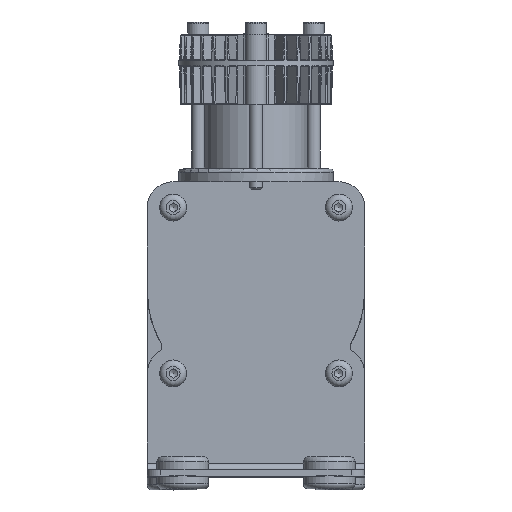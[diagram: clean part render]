
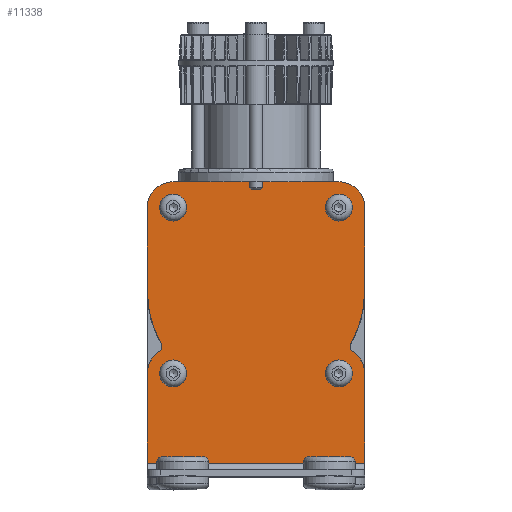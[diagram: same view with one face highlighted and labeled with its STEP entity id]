
A CAD part, top view. The second image highlights one B-rep face of the part: STEP entity #11338.
In plain terms, the highlighted planar face has unit normal (0, 0, 1).
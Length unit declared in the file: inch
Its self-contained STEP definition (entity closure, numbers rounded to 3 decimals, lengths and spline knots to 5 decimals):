
#1164=PLANE('',#12342);
#1359=LINE('',#17732,#1771);
#1367=LINE('',#17777,#1779);
#1379=LINE('',#17829,#1791);
#1380=LINE('',#17831,#1792);
#1381=LINE('',#17833,#1793);
#1382=LINE('',#17834,#1794);
#1771=VECTOR('',#13993,0.3937);
#1779=VECTOR('',#14037,0.3937);
#1791=VECTOR('',#14099,0.3937);
#1792=VECTOR('',#14102,0.3937);
#1793=VECTOR('',#14105,0.3937);
#1794=VECTOR('',#14106,0.3937);
#2185=FACE_BOUND('',#3084,.T.);
#2186=FACE_BOUND('',#3085,.T.);
#2187=FACE_BOUND('',#3086,.T.);
#2188=FACE_BOUND('',#3087,.T.);
#2308=FACE_OUTER_BOUND('',#3083,.T.);
#3083=EDGE_LOOP('',(#7634,#7635,#7636,#7637,#7638,#7639,#7640,#7641,#7642,
#7643,#7644,#7645,#7646,#7647));
#3084=EDGE_LOOP('',(#7648));
#3085=EDGE_LOOP('',(#7649));
#3086=EDGE_LOOP('',(#7650));
#3087=EDGE_LOOP('',(#7651));
#3941=CIRCLE('',#12317,0.075);
#3942=CIRCLE('',#12319,0.075);
#3943=CIRCLE('',#12321,0.075);
#3944=CIRCLE('',#12323,0.075);
#3945=CIRCLE('',#12325,1.055);
#3946=CIRCLE('',#12327,0.0625);
#3947=CIRCLE('',#12329,0.25);
#3948=CIRCLE('',#12331,0.0625);
#3949=CIRCLE('',#12333,1.055);
#3950=CIRCLE('',#12335,0.25);
#3951=CIRCLE('',#12337,0.25);
#3952=CIRCLE('',#12339,0.25);
#4635=VERTEX_POINT('',#17729);
#4636=VERTEX_POINT('',#17731);
#4655=VERTEX_POINT('',#17775);
#4656=VERTEX_POINT('',#17779);
#4657=VERTEX_POINT('',#17782);
#4658=VERTEX_POINT('',#17785);
#4659=VERTEX_POINT('',#17788);
#4660=VERTEX_POINT('',#17791);
#4661=VERTEX_POINT('',#17793);
#4662=VERTEX_POINT('',#17797);
#4663=VERTEX_POINT('',#17801);
#4664=VERTEX_POINT('',#17805);
#4665=VERTEX_POINT('',#17807);
#4666=VERTEX_POINT('',#17811);
#4667=VERTEX_POINT('',#17817);
#4668=VERTEX_POINT('',#17819);
#4669=VERTEX_POINT('',#17823);
#4670=VERTEX_POINT('',#17825);
#5760=EDGE_CURVE('',#4635,#4636,#1359,.T.);
#5783=EDGE_CURVE('',#4655,#4635,#1367,.T.);
#5784=EDGE_CURVE('',#4656,#4656,#3941,.T.);
#5785=EDGE_CURVE('',#4657,#4657,#3942,.T.);
#5786=EDGE_CURVE('',#4658,#4658,#3943,.T.);
#5787=EDGE_CURVE('',#4659,#4659,#3944,.T.);
#5789=EDGE_CURVE('',#4661,#4660,#3945,.T.);
#5791=EDGE_CURVE('',#4662,#4661,#3946,.T.);
#5793=EDGE_CURVE('',#4663,#4662,#3947,.T.);
#5796=EDGE_CURVE('',#4665,#4664,#3948,.T.);
#5798=EDGE_CURVE('',#4666,#4665,#3949,.T.);
#5800=EDGE_CURVE('',#4664,#4636,#3950,.T.);
#5802=EDGE_CURVE('',#4668,#4667,#3951,.T.);
#5805=EDGE_CURVE('',#4670,#4669,#3952,.T.);
#5807=EDGE_CURVE('',#4668,#4669,#1379,.T.);
#5808=EDGE_CURVE('',#4660,#4670,#1380,.T.);
#5809=EDGE_CURVE('',#4655,#4663,#1381,.T.);
#5810=EDGE_CURVE('',#4666,#4667,#1382,.T.);
#7634=ORIENTED_EDGE('',*,*,#5783,.F.);
#7635=ORIENTED_EDGE('',*,*,#5809,.T.);
#7636=ORIENTED_EDGE('',*,*,#5793,.T.);
#7637=ORIENTED_EDGE('',*,*,#5791,.T.);
#7638=ORIENTED_EDGE('',*,*,#5789,.T.);
#7639=ORIENTED_EDGE('',*,*,#5808,.T.);
#7640=ORIENTED_EDGE('',*,*,#5805,.T.);
#7641=ORIENTED_EDGE('',*,*,#5807,.F.);
#7642=ORIENTED_EDGE('',*,*,#5802,.T.);
#7643=ORIENTED_EDGE('',*,*,#5810,.F.);
#7644=ORIENTED_EDGE('',*,*,#5798,.T.);
#7645=ORIENTED_EDGE('',*,*,#5796,.T.);
#7646=ORIENTED_EDGE('',*,*,#5800,.T.);
#7647=ORIENTED_EDGE('',*,*,#5760,.F.);
#7648=ORIENTED_EDGE('',*,*,#5784,.T.);
#7649=ORIENTED_EDGE('',*,*,#5785,.T.);
#7650=ORIENTED_EDGE('',*,*,#5786,.T.);
#7651=ORIENTED_EDGE('',*,*,#5787,.T.);
#11338=ADVANCED_FACE('',(#2308,#2185,#2186,#2187,#2188),#1164,.T.);
#12317=AXIS2_PLACEMENT_3D('',#17780,#14040,#14041);
#12319=AXIS2_PLACEMENT_3D('',#17783,#14044,#14045);
#12321=AXIS2_PLACEMENT_3D('',#17786,#14048,#14049);
#12323=AXIS2_PLACEMENT_3D('',#17789,#14052,#14053);
#12325=AXIS2_PLACEMENT_3D('',#17794,#14057,#14058);
#12327=AXIS2_PLACEMENT_3D('',#17798,#14062,#14063);
#12329=AXIS2_PLACEMENT_3D('',#17802,#14067,#14068);
#12331=AXIS2_PLACEMENT_3D('',#17808,#14073,#14074);
#12333=AXIS2_PLACEMENT_3D('',#17812,#14078,#14079);
#12335=AXIS2_PLACEMENT_3D('',#17815,#14083,#14084);
#12337=AXIS2_PLACEMENT_3D('',#17820,#14088,#14089);
#12339=AXIS2_PLACEMENT_3D('',#17826,#14094,#14095);
#12342=AXIS2_PLACEMENT_3D('',#17832,#14103,#14104);
#13993=DIRECTION('',(0.,1.,0.));
#14037=DIRECTION('',(-1.,0.,0.));
#14040=DIRECTION('center_axis',(0.,0.,-1.));
#14041=DIRECTION('ref_axis',(1.,0.,0.));
#14044=DIRECTION('center_axis',(0.,0.,-1.));
#14045=DIRECTION('ref_axis',(1.,0.,0.));
#14048=DIRECTION('center_axis',(0.,0.,-1.));
#14049=DIRECTION('ref_axis',(1.,0.,0.));
#14052=DIRECTION('center_axis',(0.,0.,-1.));
#14053=DIRECTION('ref_axis',(1.,0.,0.));
#14057=DIRECTION('center_axis',(0.,0.,1.));
#14058=DIRECTION('ref_axis',(-0.874,0.486,0.));
#14062=DIRECTION('center_axis',(0.,0.,-1.));
#14063=DIRECTION('ref_axis',(-0.874,0.486,0.));
#14067=DIRECTION('center_axis',(0.,0.,1.));
#14068=DIRECTION('ref_axis',(-1.,0.,0.));
#14073=DIRECTION('center_axis',(0.,0.,-1.));
#14074=DIRECTION('ref_axis',(0.548,-0.836,0.));
#14078=DIRECTION('center_axis',(0.,0.,1.));
#14079=DIRECTION('ref_axis',(1.,0.,0.));
#14083=DIRECTION('center_axis',(0.,0.,1.));
#14084=DIRECTION('ref_axis',(0.548,-0.836,0.));
#14088=DIRECTION('center_axis',(0.,0.,1.));
#14089=DIRECTION('ref_axis',(0.,-1.,0.));
#14094=DIRECTION('center_axis',(0.,0.,1.));
#14095=DIRECTION('ref_axis',(-1.,0.,0.));
#14099=DIRECTION('',(1.,0.,0.));
#14102=DIRECTION('',(0.,1.,0.));
#14103=DIRECTION('center_axis',(0.,0.,1.));
#14104=DIRECTION('ref_axis',(1.,0.,0.));
#14105=DIRECTION('',(0.,1.,0.));
#14106=DIRECTION('',(0.,1.,0.));
#17729=CARTESIAN_POINT('',(-1.055,-1.48,0.0625));
#17731=CARTESIAN_POINT('',(-1.055,-0.61,0.0625));
#17732=CARTESIAN_POINT('',(-1.055,-1.25,0.0625));
#17775=CARTESIAN_POINT('',(1.055,-1.48,0.0625));
#17777=CARTESIAN_POINT('',(-0.5275,-1.48,0.0625));
#17779=CARTESIAN_POINT('',(-0.73,-0.61,0.0625));
#17780=CARTESIAN_POINT('Origin',(-0.805,-0.61,
0.0625));
#17782=CARTESIAN_POINT('',(0.88,-0.61,0.0625));
#17783=CARTESIAN_POINT('Origin',(0.805,-0.61,0.0625));
#17785=CARTESIAN_POINT('',(0.88,1.,0.0625));
#17786=CARTESIAN_POINT('Origin',(0.805,1.,0.0625));
#17788=CARTESIAN_POINT('',(-0.73,1.,0.0625));
#17789=CARTESIAN_POINT('Origin',(-0.805,1.,0.0625));
#17791=CARTESIAN_POINT('',(1.055,0.195,0.0625));
#17793=CARTESIAN_POINT('',(0.92174,-0.31825,0.0625));
#17794=CARTESIAN_POINT('Origin',(0.,0.195,0.0625));
#17797=CARTESIAN_POINT('',(0.94207,-0.40093,0.0625));
#17798=CARTESIAN_POINT('Origin',(0.97634,-0.34866,0.0625));
#17801=CARTESIAN_POINT('',(1.055,-0.61,0.0625));
#17802=CARTESIAN_POINT('Origin',(0.805,-0.61,0.0625));
#17805=CARTESIAN_POINT('',(-0.94207,-0.40093,0.0625));
#17807=CARTESIAN_POINT('',(-0.92174,-0.31825,0.0625));
#17808=CARTESIAN_POINT('Origin',(-0.97634,-0.34866,
0.0625));
#17811=CARTESIAN_POINT('',(-1.055,0.195,0.0625));
#17812=CARTESIAN_POINT('Origin',(0.,0.195,0.0625));
#17815=CARTESIAN_POINT('Origin',(-0.805,-0.61,
0.0625));
#17817=CARTESIAN_POINT('',(-1.055,1.,0.0625));
#17819=CARTESIAN_POINT('',(-0.805,1.25,0.0625));
#17820=CARTESIAN_POINT('Origin',(-0.805,1.,0.0625));
#17823=CARTESIAN_POINT('',(0.805,1.25,0.0625));
#17825=CARTESIAN_POINT('',(1.055,1.,0.0625));
#17826=CARTESIAN_POINT('Origin',(0.805,1.,0.0625));
#17829=CARTESIAN_POINT('',(-1.055,1.25,0.0625));
#17831=CARTESIAN_POINT('',(1.055,-1.606,0.0625));
#17832=CARTESIAN_POINT('Origin',(0.,0.,0.0625));
#17833=CARTESIAN_POINT('',(1.055,-1.606,0.0625));
#17834=CARTESIAN_POINT('',(-1.055,-1.25,0.0625));
